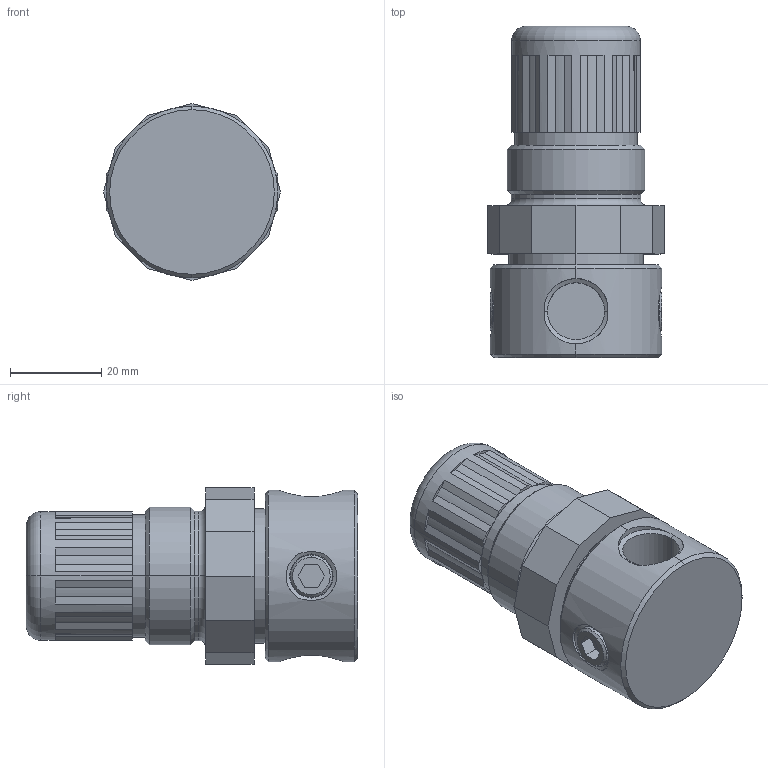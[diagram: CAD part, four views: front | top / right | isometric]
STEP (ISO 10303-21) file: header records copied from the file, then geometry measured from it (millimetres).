
FILE_DESCRIPTION (( 'STEP AP214' ), '1' );
FILE_NAME ('Norgren-R06-221-NNEA.step', '2019-03-04T15:58:30', ( '' ), ( '' ), 'SwSTEP 2.0', 'SolidWorks 2019', '' );
FILE_SCHEMA (( 'AUTOMOTIVE_DESIGN' ));
Length unit declared in the file: inch
Products named in the file (5): Norgren-R06-221-NNEA; Norgren-R06-221-NNEA_Plug; Norgren-R06-221-NNEA_Body-Regulator_1-4 NPT; Norgren-R06-221-NNEA_Knob; Norgren-R06-221-NNEA_Bonnet Regulator
Assembly tree (5 placements, depth 2):
  Norgren-R06-221-NNEA
    Norgren-R06-221-NNEA_Body-Regulator_1-4 NPT
    Norgren-R06-221-NNEA_Bonnet Regulator
    Norgren-R06-221-NNEA_Knob
    Norgren-R06-221-NNEA_Plug  x2
Bounding box: 38.73 x 72.64 x 38.73 mm (x, y, z)
Volume: 63146.5 mm3; surface area: 18358.5 mm2
Topology: 5 solids, 5 shells, 210 faces, 510 edges, 328 vertices
Faces by surface type: plane 105, cylinder 69, cone 32, torus 4
Entity records: 6232 total; most frequent: CARTESIAN_POINT 1291, DIRECTION 1034, ORIENTED_EDGE 956, EDGE_CURVE 478, AXIS2_PLACEMENT_3D 381, VERTEX_POINT 308, LINE 272, VECTOR 272
